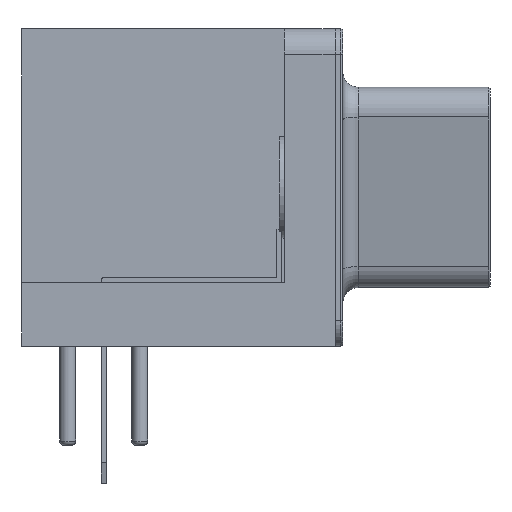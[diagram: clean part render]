
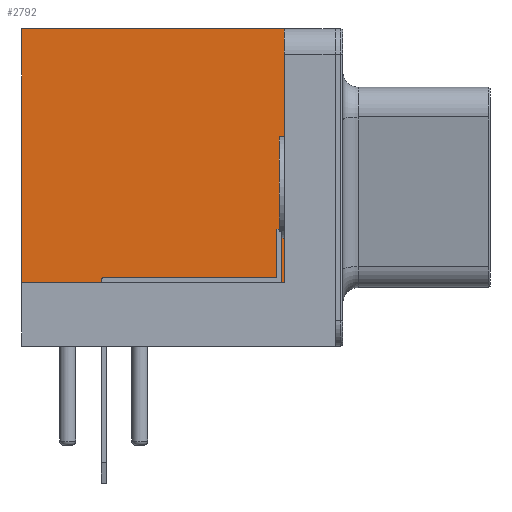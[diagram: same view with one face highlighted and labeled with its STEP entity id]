
A CAD part, left-side view. The second image highlights one B-rep face of the part: STEP entity #2792.
In plain terms, the highlighted planar face has unit normal (-1, 0, 0).
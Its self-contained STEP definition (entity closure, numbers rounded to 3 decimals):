
#2250 = VERTEX_POINT('',#2251);
#2251 = CARTESIAN_POINT('',(-4.36,1.8,12.5));
#2257 = EDGE_CURVE('',#2258,#2250,#2260,.T.);
#2258 = VERTEX_POINT('',#2259);
#2259 = CARTESIAN_POINT('',(-4.36,-8.54,12.5));
#2260 = LINE('',#2261,#2262);
#2261 = CARTESIAN_POINT('',(-4.36,-9.54,12.5));
#2262 = VECTOR('',#2263,1.);
#2263 = DIRECTION('',(0.,1.,0.));
#2762 = VERTEX_POINT('',#2763);
#2763 = CARTESIAN_POINT('',(-4.36,-8.54,2.5));
#2769 = EDGE_CURVE('',#2762,#2258,#2770,.T.);
#2770 = LINE('',#2771,#2772);
#2771 = CARTESIAN_POINT('',(-4.36,-8.54,2.5));
#2772 = VECTOR('',#2773,1.);
#2773 = DIRECTION('',(0.,0.,1.));
#2792 = ADVANCED_FACE('',(#2793),#2811,.F.);
#2793 = FACE_BOUND('',#2794,.F.);
#2794 = EDGE_LOOP('',(#2795,#2796,#2804,#2810));
#2795 = ORIENTED_EDGE('',*,*,#2769,.F.);
#2796 = ORIENTED_EDGE('',*,*,#2797,.T.);
#2797 = EDGE_CURVE('',#2762,#2798,#2800,.T.);
#2798 = VERTEX_POINT('',#2799);
#2799 = CARTESIAN_POINT('',(-4.36,1.8,2.5));
#2800 = LINE('',#2801,#2802);
#2801 = CARTESIAN_POINT('',(-4.36,-8.54,2.5));
#2802 = VECTOR('',#2803,1.);
#2803 = DIRECTION('',(-0.,1.,0.));
#2804 = ORIENTED_EDGE('',*,*,#2805,.T.);
#2805 = EDGE_CURVE('',#2798,#2250,#2806,.T.);
#2806 = LINE('',#2807,#2808);
#2807 = CARTESIAN_POINT('',(-4.36,1.8,4.375));
#2808 = VECTOR('',#2809,1.);
#2809 = DIRECTION('',(0.,0.,1.));
#2810 = ORIENTED_EDGE('',*,*,#2257,.F.);
#2811 = PLANE('',#2812);
#2812 = AXIS2_PLACEMENT_3D('',#2813,#2814,#2815);
#2813 = CARTESIAN_POINT('',(-4.36,-8.54,2.5));
#2814 = DIRECTION('',(1.,0.,0.));
#2815 = DIRECTION('',(0.,0.,1.));
